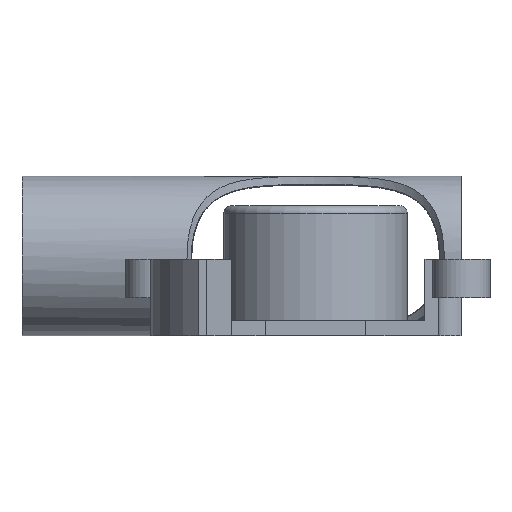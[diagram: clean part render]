
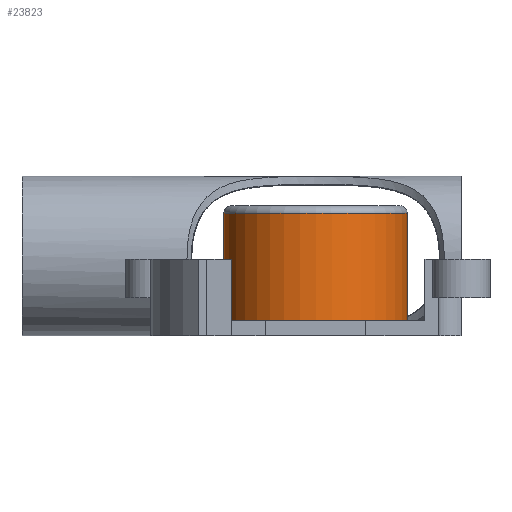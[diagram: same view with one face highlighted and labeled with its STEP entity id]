
A CAD part, front view. The second image highlights one B-rep face of the part: STEP entity #23823.
In plain terms, the highlighted cylindrical face has radius 12 mm (diameter 24 mm), a full revolution.
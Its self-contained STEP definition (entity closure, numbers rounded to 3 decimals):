
#42=CYLINDRICAL_SURFACE('',#24361,12.);
#143=CIRCLE('',#24356,12.);
#147=CIRCLE('',#24362,12.);
#269=FACE_BOUND('',#3216,.T.);
#270=FACE_BOUND('',#3217,.T.);
#1874=FACE_OUTER_BOUND('',#3215,.T.);
#3215=EDGE_LOOP('',(#21473,#21474,#21475,#21476));
#3216=EDGE_LOOP('',(#21477,#21478));
#3217=EDGE_LOOP('',(#21479,#21480));
#5014=LINE('',#49003,#6830);
#5015=LINE('',#49013,#6831);
#5016=LINE('',#49016,#6832);
#6830=VECTOR('',#27122,12.);
#6831=VECTOR('',#27125,10.);
#6832=VECTOR('',#27126,10.);
#8576=B_SPLINE_CURVE_WITH_KNOTS('',3,(#49007,#49008,#49009,#49010,#49011,
#49012),.UNSPECIFIED.,.F.,.F.,(4,2,4),(0.987,1.03,
1.072),.UNSPECIFIED.);
#8577=B_SPLINE_CURVE_WITH_KNOTS('',3,(#49017,#49018,#49019,#49020,#49021,
#49022,#49023),.UNSPECIFIED.,.F.,.F.,(4,3,4),(2.017,2.06,
2.102),.UNSPECIFIED.);
#10902=VERTEX_POINT('',#48991);
#10906=VERTEX_POINT('',#49002);
#10907=VERTEX_POINT('',#49005);
#10908=VERTEX_POINT('',#49006);
#10909=VERTEX_POINT('',#49014);
#10910=VERTEX_POINT('',#49015);
#14447=EDGE_CURVE('',#10902,#10902,#143,.T.);
#14451=EDGE_CURVE('',#10902,#10906,#5014,.T.);
#14452=EDGE_CURVE('',#10906,#10906,#147,.T.);
#14453=EDGE_CURVE('',#10907,#10908,#8576,.T.);
#14454=EDGE_CURVE('',#10908,#10907,#5015,.T.);
#14455=EDGE_CURVE('',#10909,#10910,#5016,.T.);
#14456=EDGE_CURVE('',#10909,#10910,#8577,.T.);
#21473=ORIENTED_EDGE('',*,*,#14447,.F.);
#21474=ORIENTED_EDGE('',*,*,#14451,.T.);
#21475=ORIENTED_EDGE('',*,*,#14452,.F.);
#21476=ORIENTED_EDGE('',*,*,#14451,.F.);
#21477=ORIENTED_EDGE('',*,*,#14453,.F.);
#21478=ORIENTED_EDGE('',*,*,#14454,.F.);
#21479=ORIENTED_EDGE('',*,*,#14455,.T.);
#21480=ORIENTED_EDGE('',*,*,#14456,.F.);
#23823=ADVANCED_FACE('',(#1874,#269,#270),#42,.T.);
#24356=AXIS2_PLACEMENT_3D('',#48993,#27110,#27111);
#24361=AXIS2_PLACEMENT_3D('',#49001,#27120,#27121);
#24362=AXIS2_PLACEMENT_3D('',#49004,#27123,#27124);
#27110=DIRECTION('center_axis',(0.,0.,1.));
#27111=DIRECTION('ref_axis',(-0.133,-0.991,0.));
#27120=DIRECTION('center_axis',(0.,0.,1.));
#27121=DIRECTION('ref_axis',(1.,0.,0.));
#27122=DIRECTION('',(0.,0.,-1.));
#27123=DIRECTION('center_axis',(0.,0.,-1.));
#27124=DIRECTION('ref_axis',(1.,0.,0.));
#27125=DIRECTION('',(0.,0.,-1.));
#27126=DIRECTION('',(0.,0.,-1.));
#48991=CARTESIAN_POINT('',(-11.041,-19.575,16.));
#48993=CARTESIAN_POINT('Origin',(0.959,-19.575,16.));
#49001=CARTESIAN_POINT('Origin',(0.959,-19.575,0.));
#49002=CARTESIAN_POINT('',(-11.041,-19.575,2.));
#49003=CARTESIAN_POINT('',(-11.041,-19.575,0.));
#49004=CARTESIAN_POINT('Origin',(0.959,-19.575,2.));
#49005=CARTESIAN_POINT('',(-2.643,-8.128,10.012));
#49006=CARTESIAN_POINT('',(-2.643,-8.128,10.875));
#49007=CARTESIAN_POINT('Ctrl Pts',(-2.643,-8.128,
10.012));
#49008=CARTESIAN_POINT('Ctrl Pts',(-2.664,-8.135,
10.157));
#49009=CARTESIAN_POINT('Ctrl Pts',(-2.675,-8.138,10.302));
#49010=CARTESIAN_POINT('Ctrl Pts',(-2.675,-8.138,10.585));
#49011=CARTESIAN_POINT('Ctrl Pts',(-2.664,-8.135,
10.73));
#49012=CARTESIAN_POINT('Ctrl Pts',(-2.643,-8.128,
10.875));
#49013=CARTESIAN_POINT('',(-2.643,-8.128,10.875));
#49014=CARTESIAN_POINT('',(4.56,-8.128,10.875));
#49015=CARTESIAN_POINT('',(4.56,-8.128,10.012));
#49016=CARTESIAN_POINT('',(4.56,-8.128,10.875));
#49017=CARTESIAN_POINT('Ctrl Pts',(4.56,-8.128,10.875));
#49018=CARTESIAN_POINT('Ctrl Pts',(4.582,-8.135,10.73));
#49019=CARTESIAN_POINT('Ctrl Pts',(4.592,-8.138,10.585));
#49020=CARTESIAN_POINT('Ctrl Pts',(4.592,-8.138,10.444));
#49021=CARTESIAN_POINT('Ctrl Pts',(4.592,-8.138,10.302));
#49022=CARTESIAN_POINT('Ctrl Pts',(4.582,-8.135,10.157));
#49023=CARTESIAN_POINT('Ctrl Pts',(4.56,-8.128,10.012));
